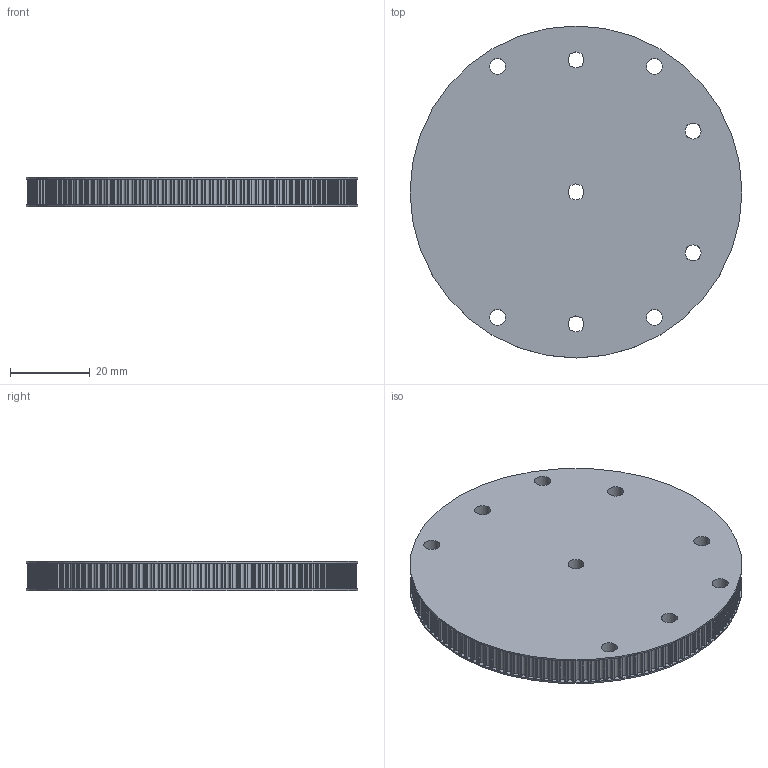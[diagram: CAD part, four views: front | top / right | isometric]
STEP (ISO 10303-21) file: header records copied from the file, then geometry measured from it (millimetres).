
FILE_DESCRIPTION(/* description */ (''),/* implementation_level */ '2;1');
FILE_NAME(/* name */ 'P502.step',/* time_stamp */ '2025-06-25T18:00:34+02:00',/* author */ (''),/* organization */ (''),/* preprocessor_version */ 'ST-DEVELOPER v20.1',/* originating_system */ 'Autodesk Translation Framework v14.10.0.0',/* authorisation */ '');
FILE_SCHEMA (('AUTOMOTIVE_DESIGN { 1 0 10303 214 3 1 1 }'));
Length unit declared in the file: millimetre
Products named in the file (1): P502
Bounding box: 83 x 83 x 7.3 mm (x, y, z)
Volume: 28627.2 mm3; surface area: 15773.2 mm2
Topology: 1 solids, 1 shells, 803 faces, 2397 edges, 1598 vertices
Faces by surface type: cylinder 791, plane 8, cone 4
Full cylindrical faces by diameter (mm): 4 x9, 83 x2
Entity records: 28138 total; most frequent: DIRECTION 5595, CARTESIAN_POINT 4873, ORIENTED_EDGE 4794, AXIS2_PLACEMENT_3D 2400, EDGE_CURVE 2397, VERTEX_POINT 1598, CIRCLE 1596, EDGE_LOOP 823
